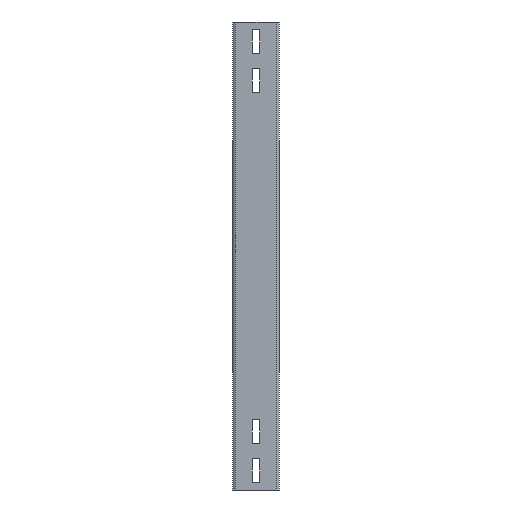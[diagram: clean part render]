
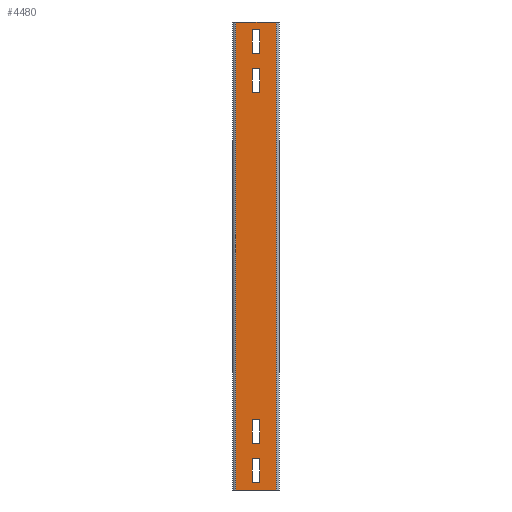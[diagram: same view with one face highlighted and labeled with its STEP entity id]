
A CAD part, left-side view. The second image highlights one B-rep face of the part: STEP entity #4480.
In plain terms, the highlighted face is planar.
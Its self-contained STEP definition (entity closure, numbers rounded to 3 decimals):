
#67=FACE_BOUND('',#636,.T.);
#68=FACE_BOUND('',#637,.T.);
#69=FACE_BOUND('',#638,.T.);
#70=FACE_BOUND('',#639,.T.);
#364=FACE_OUTER_BOUND('',#635,.T.);
#635=EDGE_LOOP('',(#3430,#3431,#3432,#3433));
#636=EDGE_LOOP('',(#3434,#3435,#3436,#3437));
#637=EDGE_LOOP('',(#3438,#3439,#3440,#3441));
#638=EDGE_LOOP('',(#3442,#3443,#3444,#3445));
#639=EDGE_LOOP('',(#3446,#3447,#3448,#3449));
#942=LINE('',#6745,#1471);
#946=LINE('',#6752,#1475);
#949=LINE('',#6758,#1478);
#951=LINE('',#6761,#1480);
#954=LINE('',#6769,#1483);
#958=LINE('',#6776,#1487);
#961=LINE('',#6782,#1490);
#963=LINE('',#6785,#1492);
#966=LINE('',#6793,#1495);
#969=LINE('',#6799,#1498);
#972=LINE('',#6805,#1501);
#975=LINE('',#6809,#1504);
#978=LINE('',#6817,#1507);
#981=LINE('',#6823,#1510);
#984=LINE('',#6829,#1513);
#987=LINE('',#6833,#1516);
#1010=LINE('',#6889,#1539);
#1019=LINE('',#6911,#1548);
#1021=LINE('',#6917,#1550);
#1029=LINE('',#6938,#1558);
#1471=VECTOR('',#5491,10.);
#1475=VECTOR('',#5497,10.);
#1478=VECTOR('',#5502,10.);
#1480=VECTOR('',#5506,10.);
#1483=VECTOR('',#5511,10.);
#1487=VECTOR('',#5517,10.);
#1490=VECTOR('',#5522,10.);
#1492=VECTOR('',#5526,10.);
#1495=VECTOR('',#5531,10.);
#1498=VECTOR('',#5536,10.);
#1501=VECTOR('',#5541,10.);
#1504=VECTOR('',#5546,10.);
#1507=VECTOR('',#5551,10.);
#1510=VECTOR('',#5556,10.);
#1513=VECTOR('',#5561,10.);
#1516=VECTOR('',#5566,10.);
#1539=VECTOR('',#5619,10.);
#1548=VECTOR('',#5644,10.);
#1550=VECTOR('',#5652,10.);
#1558=VECTOR('',#5674,10.);
#1991=VERTEX_POINT('',#6742);
#1992=VERTEX_POINT('',#6744);
#1994=VERTEX_POINT('',#6750);
#1996=VERTEX_POINT('',#6756);
#1999=VERTEX_POINT('',#6766);
#2000=VERTEX_POINT('',#6768);
#2002=VERTEX_POINT('',#6774);
#2004=VERTEX_POINT('',#6780);
#2007=VERTEX_POINT('',#6790);
#2008=VERTEX_POINT('',#6792);
#2010=VERTEX_POINT('',#6798);
#2012=VERTEX_POINT('',#6804);
#2015=VERTEX_POINT('',#6814);
#2016=VERTEX_POINT('',#6816);
#2018=VERTEX_POINT('',#6822);
#2020=VERTEX_POINT('',#6828);
#2037=VERTEX_POINT('',#6886);
#2038=VERTEX_POINT('',#6888);
#2043=VERTEX_POINT('',#6910);
#2044=VERTEX_POINT('',#6916);
#2446=EDGE_CURVE('',#1992,#1991,#942,.T.);
#2450=EDGE_CURVE('',#1991,#1994,#946,.T.);
#2453=EDGE_CURVE('',#1994,#1996,#949,.T.);
#2455=EDGE_CURVE('',#1996,#1992,#951,.T.);
#2458=EDGE_CURVE('',#2000,#1999,#954,.T.);
#2462=EDGE_CURVE('',#1999,#2002,#958,.T.);
#2465=EDGE_CURVE('',#2002,#2004,#961,.T.);
#2467=EDGE_CURVE('',#2004,#2000,#963,.T.);
#2470=EDGE_CURVE('',#2008,#2007,#966,.T.);
#2473=EDGE_CURVE('',#2010,#2008,#969,.T.);
#2476=EDGE_CURVE('',#2012,#2010,#972,.T.);
#2479=EDGE_CURVE('',#2007,#2012,#975,.T.);
#2482=EDGE_CURVE('',#2016,#2015,#978,.T.);
#2485=EDGE_CURVE('',#2018,#2016,#981,.T.);
#2488=EDGE_CURVE('',#2020,#2018,#984,.T.);
#2491=EDGE_CURVE('',#2015,#2020,#987,.T.);
#2519=EDGE_CURVE('',#2037,#2038,#1010,.T.);
#2530=EDGE_CURVE('',#2043,#2038,#1019,.T.);
#2533=EDGE_CURVE('',#2044,#2043,#1021,.T.);
#2544=EDGE_CURVE('',#2044,#2037,#1029,.T.);
#3430=ORIENTED_EDGE('',*,*,#2519,.F.);
#3431=ORIENTED_EDGE('',*,*,#2544,.F.);
#3432=ORIENTED_EDGE('',*,*,#2533,.T.);
#3433=ORIENTED_EDGE('',*,*,#2530,.T.);
#3434=ORIENTED_EDGE('',*,*,#2446,.T.);
#3435=ORIENTED_EDGE('',*,*,#2450,.T.);
#3436=ORIENTED_EDGE('',*,*,#2453,.T.);
#3437=ORIENTED_EDGE('',*,*,#2455,.T.);
#3438=ORIENTED_EDGE('',*,*,#2458,.T.);
#3439=ORIENTED_EDGE('',*,*,#2462,.T.);
#3440=ORIENTED_EDGE('',*,*,#2465,.T.);
#3441=ORIENTED_EDGE('',*,*,#2467,.T.);
#3442=ORIENTED_EDGE('',*,*,#2470,.T.);
#3443=ORIENTED_EDGE('',*,*,#2479,.T.);
#3444=ORIENTED_EDGE('',*,*,#2476,.T.);
#3445=ORIENTED_EDGE('',*,*,#2473,.T.);
#3446=ORIENTED_EDGE('',*,*,#2482,.T.);
#3447=ORIENTED_EDGE('',*,*,#2491,.T.);
#3448=ORIENTED_EDGE('',*,*,#2488,.T.);
#3449=ORIENTED_EDGE('',*,*,#2485,.T.);
#4238=PLANE('',#4903);
#4480=ADVANCED_FACE('',(#364,#67,#68,#69,#70),#4238,.F.);
#4903=AXIS2_PLACEMENT_3D('',#6939,#5675,#5676);
#5491=DIRECTION('',(0.,0.,-1.));
#5497=DIRECTION('',(0.,-1.,0.));
#5502=DIRECTION('',(0.,0.,1.));
#5506=DIRECTION('',(0.,1.,0.));
#5511=DIRECTION('',(0.,0.,-1.));
#5517=DIRECTION('',(0.,-1.,0.));
#5522=DIRECTION('',(0.,0.,1.));
#5526=DIRECTION('',(0.,1.,0.));
#5531=DIRECTION('',(0.,0.,-1.));
#5536=DIRECTION('',(0.,1.,0.));
#5541=DIRECTION('',(0.,0.,1.));
#5546=DIRECTION('',(0.,-1.,0.));
#5551=DIRECTION('',(0.,0.,-1.));
#5556=DIRECTION('',(0.,1.,0.));
#5561=DIRECTION('',(0.,0.,1.));
#5566=DIRECTION('',(0.,-1.,0.));
#5619=DIRECTION('',(0.,0.,-1.));
#5644=DIRECTION('',(0.,1.,0.));
#5652=DIRECTION('',(0.,0.,-1.));
#5674=DIRECTION('',(0.,1.,0.));
#5675=DIRECTION('center_axis',(-1.,0.,0.));
#5676=DIRECTION('ref_axis',(0.,0.,
1.));
#6742=CARTESIAN_POINT('',(31.,34.5,60.));
#6744=CARTESIAN_POINT('',(31.,34.5,90.));
#6745=CARTESIAN_POINT('',(31.,34.5,180.));
#6750=CARTESIAN_POINT('',(31.,25.5,60.));
#6752=CARTESIAN_POINT('',(31.,24.381,60.));
#6756=CARTESIAN_POINT('',(31.,25.5,90.));
#6758=CARTESIAN_POINT('',(31.,25.5,195.));
#6761=CARTESIAN_POINT('',(31.,28.881,90.));
#6766=CARTESIAN_POINT('',(31.,34.5,10.));
#6768=CARTESIAN_POINT('',(31.,34.5,40.));
#6769=CARTESIAN_POINT('',(31.,34.5,155.));
#6774=CARTESIAN_POINT('',(31.,25.5,10.));
#6776=CARTESIAN_POINT('',(31.,24.381,10.));
#6780=CARTESIAN_POINT('',(31.,25.5,40.));
#6782=CARTESIAN_POINT('',(31.,25.5,170.));
#6785=CARTESIAN_POINT('',(31.,28.881,40.));
#6790=CARTESIAN_POINT('',(31.,34.5,510.));
#6792=CARTESIAN_POINT('',(31.,34.5,540.));
#6793=CARTESIAN_POINT('',(31.,34.5,420.));
#6798=CARTESIAN_POINT('',(31.,25.5,540.));
#6799=CARTESIAN_POINT('',(31.,24.381,540.));
#6804=CARTESIAN_POINT('',(31.,25.5,510.));
#6805=CARTESIAN_POINT('',(31.,25.5,405.));
#6809=CARTESIAN_POINT('',(31.,28.881,510.));
#6814=CARTESIAN_POINT('',(31.,34.5,560.));
#6816=CARTESIAN_POINT('',(31.,34.5,590.));
#6817=CARTESIAN_POINT('',(31.,34.5,445.));
#6822=CARTESIAN_POINT('',(31.,25.5,590.));
#6823=CARTESIAN_POINT('',(31.,24.381,590.));
#6828=CARTESIAN_POINT('',(31.,25.5,560.));
#6829=CARTESIAN_POINT('',(31.,25.5,430.));
#6833=CARTESIAN_POINT('',(31.,28.881,560.));
#6886=CARTESIAN_POINT('',(31.,56.,600.));
#6888=CARTESIAN_POINT('',(31.,56.,0.));
#6889=CARTESIAN_POINT('',(31.,56.,300.));
#6910=CARTESIAN_POINT('',(31.,4.,0.));
#6911=CARTESIAN_POINT('',(31.,-27.524,0.));
#6916=CARTESIAN_POINT('',(31.,4.,600.));
#6917=CARTESIAN_POINT('',(31.,4.,300.));
#6938=CARTESIAN_POINT('',(31.,-27.524,600.));
#6939=CARTESIAN_POINT('Origin',(31.,23.262,300.));
